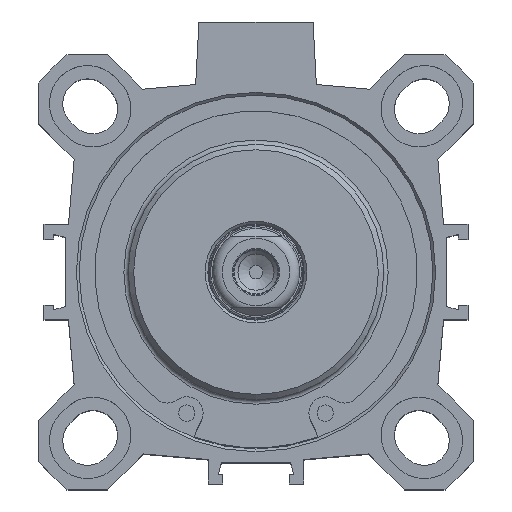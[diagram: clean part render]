
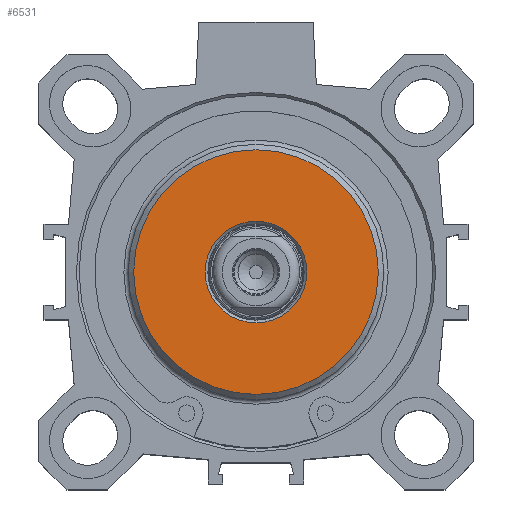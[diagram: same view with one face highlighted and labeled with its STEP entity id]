
A CAD part, top view. The second image highlights one B-rep face of the part: STEP entity #6531.
In plain terms, the highlighted planar face has unit normal (0, 0, 1).
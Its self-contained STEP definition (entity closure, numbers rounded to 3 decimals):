
#6497=CARTESIAN_POINT('',(0.,22.5,86.35));
#6498=VERTEX_POINT('',#6497);
#6499=CARTESIAN_POINT('',(0.,0.,86.35));
#6500=DIRECTION('',(0.0,0.0,1.0));
#6501=DIRECTION('',(0.0,1.0,0.0));
#6502=AXIS2_PLACEMENT_3D('',#6499,#6500,#6501);
#6503=CIRCLE('',#6502,22.5);
#6504=EDGE_CURVE('',#6498,#6498,#6503,.T.);
#6512=CARTESIAN_POINT('',(0.,15.925,86.35));
#6513=DIRECTION('',(0.0,0.0,1.0));
#6514=DIRECTION('',(1.0,0.0,0.0));
#6515=AXIS2_PLACEMENT_3D('',#6512,#6513,#6514);
#6516=PLANE('',#6515);
#6517=ORIENTED_EDGE('',*,*,#6504,.T.);
#6518=EDGE_LOOP('',(#6517));
#6519=FACE_OUTER_BOUND('',#6518,.T.);
#6520=CARTESIAN_POINT('',(0.,9.35,86.35));
#6521=VERTEX_POINT('',#6520);
#6522=CARTESIAN_POINT('',(0.,0.,86.35));
#6523=DIRECTION('',(0.0,0.0,1.0));
#6524=DIRECTION('',(0.0,1.0,0.0));
#6525=AXIS2_PLACEMENT_3D('',#6522,#6523,#6524);
#6526=CIRCLE('',#6525,9.35);
#6527=EDGE_CURVE('',#6521,#6521,#6526,.T.);
#6528=ORIENTED_EDGE('',*,*,#6527,.F.);
#6529=EDGE_LOOP('',(#6528));
#6530=FACE_BOUND('',#6529,.T.);
#6531=ADVANCED_FACE('',(#6519,#6530),#6516,.T.);
